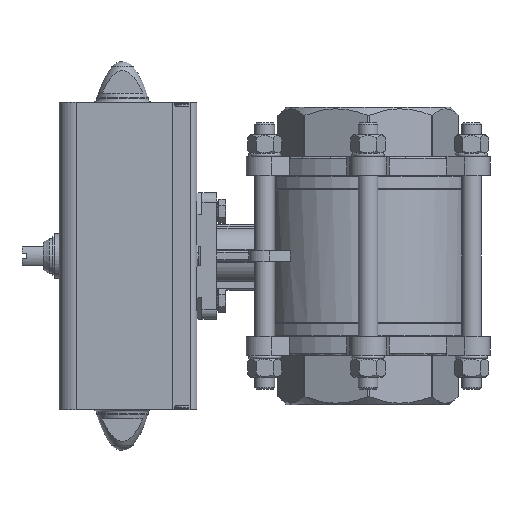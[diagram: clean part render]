
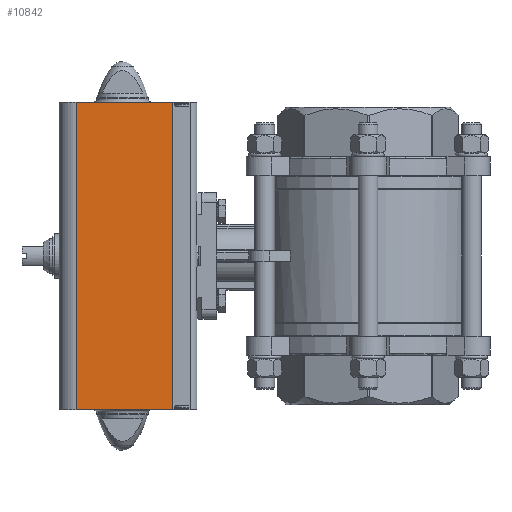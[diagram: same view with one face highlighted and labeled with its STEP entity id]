
A CAD part, left-side view. The second image highlights one B-rep face of the part: STEP entity #10842.
In plain terms, the highlighted planar face has unit normal (-1, 0, 0).
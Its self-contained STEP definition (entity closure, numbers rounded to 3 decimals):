
#3132=ORIENTED_EDGE('',*,*,#5079,.T.);
#3133=ORIENTED_EDGE('',*,*,#5080,.F.);
#3134=ORIENTED_EDGE('',*,*,#5081,.F.);
#3135=ORIENTED_EDGE('',*,*,#5082,.T.);
#5079=EDGE_CURVE('',#6254,#6255,#7033,.T.);
#5080=EDGE_CURVE('',#6256,#6255,#7034,.T.);
#5081=EDGE_CURVE('',#6257,#6256,#7035,.T.);
#5082=EDGE_CURVE('',#6257,#6254,#7036,.T.);
#6254=VERTEX_POINT('',#19118);
#6255=VERTEX_POINT('',#19119);
#6256=VERTEX_POINT('',#19121);
#6257=VERTEX_POINT('',#19123);
#7033=LINE('',#19117,#7771);
#7034=LINE('',#19120,#7772);
#7035=LINE('',#19122,#7773);
#7036=LINE('',#19124,#7774);
#7771=VECTOR('',#14328,1000.);
#7772=VECTOR('',#14329,1000.);
#7773=VECTOR('',#14330,1000.);
#7774=VECTOR('',#14331,1000.);
#8687=EDGE_LOOP('',(#3132,#3133,#3134,#3135));
#9670=FACE_BOUND('',#8687,.T.);
#10267=PLANE('',#11919);
#10842=ADVANCED_FACE('',(#9670),#10267,.F.);
#11919=AXIS2_PLACEMENT_3D('',#19116,#14326,#14327);
#14326=DIRECTION('',(1.,0.,0.));
#14327=DIRECTION('',(0.,0.,-1.));
#14328=DIRECTION('',(0.,-1.,0.));
#14329=DIRECTION('',(0.,0.,-1.));
#14330=DIRECTION('',(0.,-1.,0.));
#14331=DIRECTION('',(0.,0.,-1.));
#19116=CARTESIAN_POINT('',(-51.,37.112,123.95));
#19117=CARTESIAN_POINT('',(-51.,37.112,-123.95));
#19118=CARTESIAN_POINT('',(-51.,37.112,-123.95));
#19119=CARTESIAN_POINT('',(-51.,-40.382,-123.95));
#19120=CARTESIAN_POINT('',(-51.,-40.382,123.95));
#19121=CARTESIAN_POINT('',(-51.,-40.382,123.95));
#19122=CARTESIAN_POINT('',(-51.,37.112,123.95));
#19123=CARTESIAN_POINT('',(-51.,37.112,123.95));
#19124=CARTESIAN_POINT('',(-51.,37.112,123.95));
